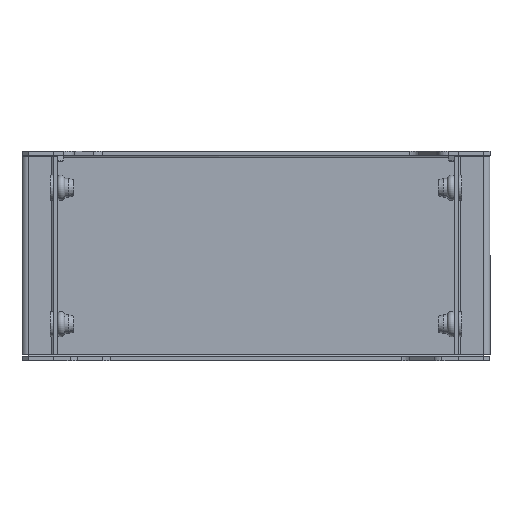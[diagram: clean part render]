
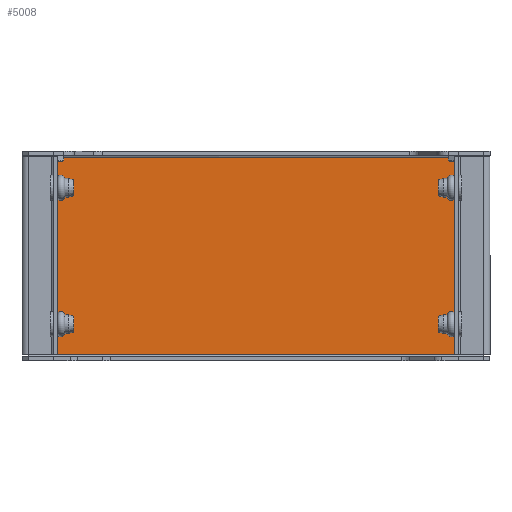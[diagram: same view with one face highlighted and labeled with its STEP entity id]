
A CAD part, front view. The second image highlights one B-rep face of the part: STEP entity #5008.
In plain terms, the highlighted planar face has unit normal (0, -1, 0).
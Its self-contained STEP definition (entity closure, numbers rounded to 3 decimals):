
#8 = DIRECTION ( 'NONE',  ( 1., 0., 0. ) ) ;
#357 = EDGE_CURVE ( 'NONE', #977, #1622, #5079, .T. ) ;
#688 = PLANE ( 'NONE',  #4550 ) ;
#781 = CARTESIAN_POINT ( 'NONE',  ( 111.5, 18., 1. ) ) ;
#819 = VECTOR ( 'NONE', #2733, 1000. ) ;
#977 = VERTEX_POINT ( 'NONE', #3259 ) ;
#1018 = DIRECTION ( 'NONE',  ( 0., 0., -1. ) ) ;
#1180 = ORIENTED_EDGE ( 'NONE', *, *, #3840, .F. ) ;
#1328 = VERTEX_POINT ( 'NONE', #3747 ) ;
#1502 = VECTOR ( 'NONE', #5184, 1000. ) ;
#1622 = VERTEX_POINT ( 'NONE', #3965 ) ;
#2419 = ORIENTED_EDGE ( 'NONE', *, *, #4393, .F. ) ;
#2491 = CARTESIAN_POINT ( 'NONE',  ( -109.429, 18., 95. ) ) ;
#2526 = VECTOR ( 'NONE', #4994, 1000. ) ;
#2624 = CARTESIAN_POINT ( 'NONE',  ( -108.5, 18., 1. ) ) ;
#2682 = CARTESIAN_POINT ( 'NONE',  ( -108.5, 18., 1. ) ) ;
#2697 = DIRECTION ( 'NONE',  ( 0., -1., 0. ) ) ;
#2733 = DIRECTION ( 'NONE',  ( -1., 0., 0. ) ) ;
#2837 = EDGE_LOOP ( 'NONE', ( #4522, #2419, #4077, #1180 ) ) ;
#3259 = CARTESIAN_POINT ( 'NONE',  ( -108.5, 18., 95. ) ) ;
#3633 = VERTEX_POINT ( 'NONE', #2624 ) ;
#3747 = CARTESIAN_POINT ( 'NONE',  ( 108.5, 18., 1. ) ) ;
#3840 = EDGE_CURVE ( 'NONE', #1622, #1328, #4414, .T. ) ;
#3883 = VECTOR ( 'NONE', #8, 1000. ) ;
#3965 = CARTESIAN_POINT ( 'NONE',  ( 108.5, 18., 95. ) ) ;
#3984 = FACE_OUTER_BOUND ( 'NONE', #2837, .T. ) ;
#4077 = ORIENTED_EDGE ( 'NONE', *, *, #4459, .F. ) ;
#4393 = EDGE_CURVE ( 'NONE', #3633, #977, #4776, .T. ) ;
#4414 = LINE ( 'NONE', #4640, #2526 ) ;
#4459 = EDGE_CURVE ( 'NONE', #1328, #3633, #4805, .T. ) ;
#4522 = ORIENTED_EDGE ( 'NONE', *, *, #357, .F. ) ;
#4550 = AXIS2_PLACEMENT_3D ( 'NONE', #5218, #2697, #1018 ) ;
#4640 = CARTESIAN_POINT ( 'NONE',  ( 108.5, 18., 95.929 ) ) ;
#4776 = LINE ( 'NONE', #2682, #1502 ) ;
#4805 = LINE ( 'NONE', #781, #819 ) ;
#4994 = DIRECTION ( 'NONE',  ( 0., 0., -1. ) ) ;
#5008 = ADVANCED_FACE ( 'NONE', ( #3984 ), #688, .T. ) ;
#5079 = LINE ( 'NONE', #2491, #3883 ) ;
#5184 = DIRECTION ( 'NONE',  ( 0., 0., 1. ) ) ;
#5218 = CARTESIAN_POINT ( 'NONE',  ( 0., 18., 0. ) ) ;
